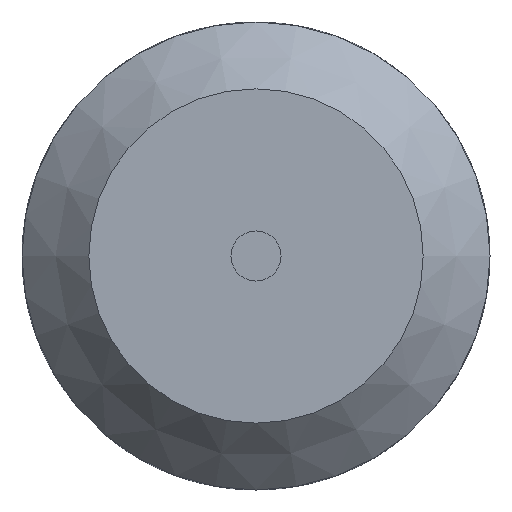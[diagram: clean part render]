
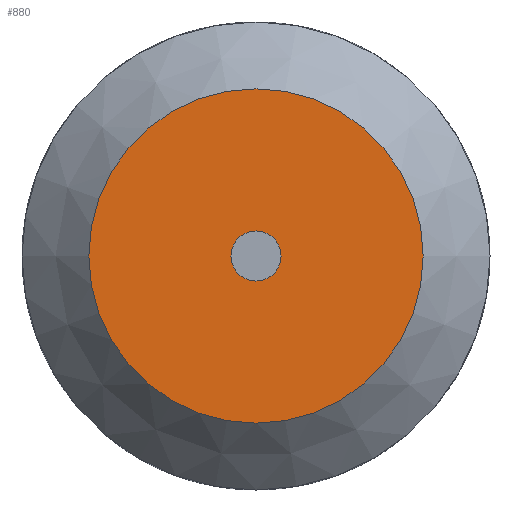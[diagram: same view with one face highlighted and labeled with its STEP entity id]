
A CAD part, front view. The second image highlights one B-rep face of the part: STEP entity #880.
In plain terms, the highlighted planar face has unit normal (0, -1, 0).
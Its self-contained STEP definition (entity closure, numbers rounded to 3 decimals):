
#26=FACE_BOUND('',#147,.T.);
#30=PLANE('',#960);
#47=CIRCLE('',#938,1.5);
#60=CIRCLE('',#959,10.);
#89=FACE_OUTER_BOUND('',#146,.T.);
#146=EDGE_LOOP('',(#705));
#147=EDGE_LOOP('',(#706));
#376=VERTEX_POINT('',#2020);
#423=VERTEX_POINT('',#2707);
#476=EDGE_CURVE('',#376,#376,#47,.F.);
#534=EDGE_CURVE('',#423,#423,#60,.T.);
#705=ORIENTED_EDGE('',*,*,#534,.F.);
#706=ORIENTED_EDGE('',*,*,#476,.T.);
#880=ADVANCED_FACE('',(#89,#26),#30,.T.);
#938=AXIS2_PLACEMENT_3D('',#2022,#1045,#1046);
#959=AXIS2_PLACEMENT_3D('',#2708,#1110,#1111);
#960=AXIS2_PLACEMENT_3D('',#2710,#1113,#1114);
#1045=DIRECTION('center_axis',(0.,-1.,0.));
#1046=DIRECTION('ref_axis',(1.,0.,0.));
#1110=DIRECTION('center_axis',(0.,1.,0.));
#1111=DIRECTION('ref_axis',(1.,0.,0.));
#1113=DIRECTION('center_axis',(0.,-1.,0.));
#1114=DIRECTION('ref_axis',(1.,0.,0.));
#2020=CARTESIAN_POINT('',(-1.5,-60.,0.));
#2022=CARTESIAN_POINT('Origin',(0.,-60.,0.));
#2707=CARTESIAN_POINT('',(-10.,-60.,0.));
#2708=CARTESIAN_POINT('Origin',(0.,-60.,0.));
#2710=CARTESIAN_POINT('Origin',(0.,-60.,0.));
